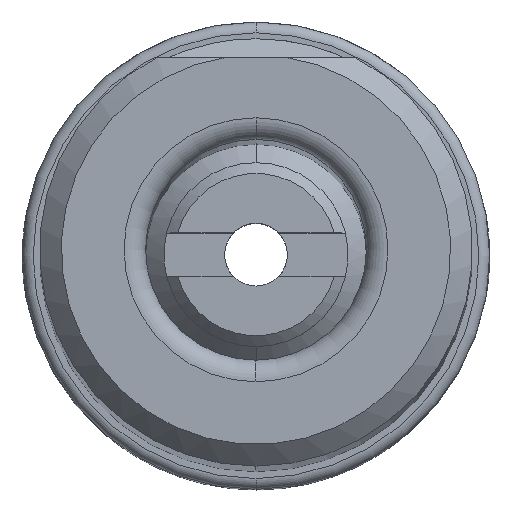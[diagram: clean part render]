
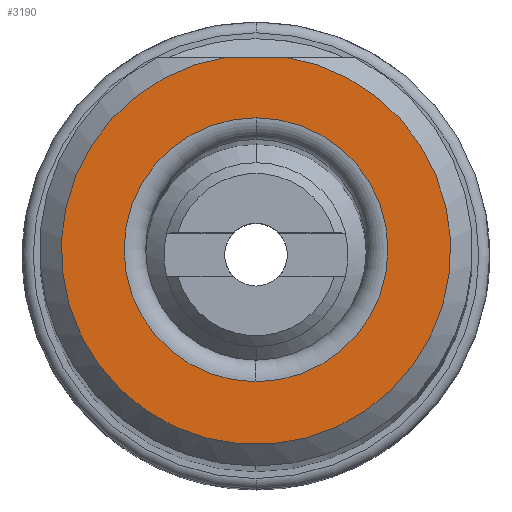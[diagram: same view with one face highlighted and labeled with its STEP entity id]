
A CAD part, top view. The second image highlights one B-rep face of the part: STEP entity #3190.
In plain terms, the highlighted planar face has unit normal (0, 0, 1).
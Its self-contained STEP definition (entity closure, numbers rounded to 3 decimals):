
#579=CARTESIAN_POINT('',(0,0,71.2));
#580=DIRECTION('',(0,0,1));
#581=DIRECTION('',(0,-1,0));
#582=AXIS2_PLACEMENT_3D('',#579,#580,#581);
#584=CARTESIAN_POINT('',(0,0,71.2));
#585=DIRECTION('',(0,0,1));
#586=DIRECTION('',(0,1,0));
#587=AXIS2_PLACEMENT_3D('',#584,#585,#586);
#589=DIRECTION('',(-1,0,0));
#590=VECTOR('',#589,2.676);
#591=CARTESIAN_POINT('',(1.338,8.9,71.2));
#592=LINE('',#591,#590);
#1944=CARTESIAN_POINT('',(0,0,71.2));
#1945=DIRECTION('',(0,0,1));
#1946=DIRECTION('',(-0.149,0.989,0));
#1947=AXIS2_PLACEMENT_3D('',#1944,#1945,#1946);
#1972=CARTESIAN_POINT('',(0,-6.1,71.2));
#1973=CARTESIAN_POINT('',(0,6.1,71.2));
#1974=VERTEX_POINT('',#1972);
#1975=VERTEX_POINT('',#1973);
#1993=CARTESIAN_POINT('',(1.338,8.9,71.2));
#1994=CARTESIAN_POINT('',(-1.338,8.9,71.2));
#1995=VERTEX_POINT('',#1993);
#1996=VERTEX_POINT('',#1994);
#3175=CARTESIAN_POINT('',(0,0,71.2));
#3176=DIRECTION('',(0,0,-1));
#3177=DIRECTION('',(0,-1,0));
#3178=AXIS2_PLACEMENT_3D('',#3175,#3176,#3177);
#3179=PLANE('',#3178);
#3181=ORIENTED_EDGE('',*,*,#3180,.F.);
#3183=ORIENTED_EDGE('',*,*,#3182,.F.);
#3184=EDGE_LOOP('',(#3181,#3183));
#3185=FACE_OUTER_BOUND('',#3184,.F.);
#3186=ORIENTED_EDGE('',*,*,#3155,.T.);
#3187=ORIENTED_EDGE('',*,*,#3169,.T.);
#3188=EDGE_LOOP('',(#3186,#3187));
#3189=FACE_BOUND('',#3188,.F.);
#3190=ADVANCED_FACE('',(#3185,#3189),#3179,.F.);
#583=CIRCLE('',#582,6.1);
#588=CIRCLE('',#587,6.1);
#1948=CIRCLE('',#1947,9);
#3155=EDGE_CURVE('',#1974,#1975,#583,.T.);
#3169=EDGE_CURVE('',#1975,#1974,#588,.T.);
#3180=EDGE_CURVE('',#1995,#1996,#592,.T.);
#3182=EDGE_CURVE('',#1996,#1995,#1948,.T.);
